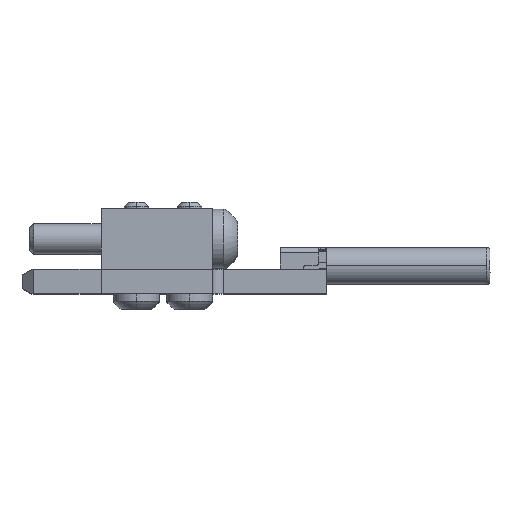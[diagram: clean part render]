
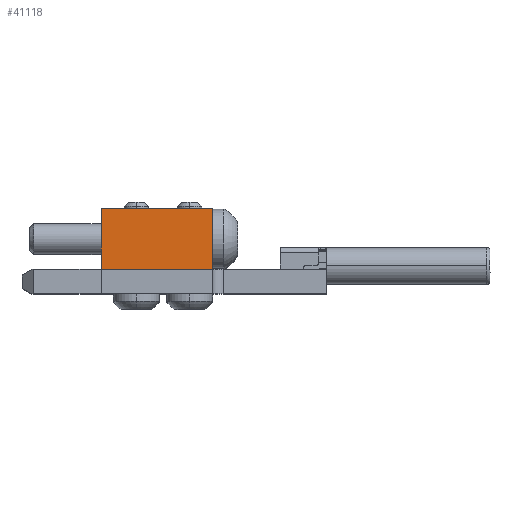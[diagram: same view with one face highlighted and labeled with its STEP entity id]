
A CAD part, top view. The second image highlights one B-rep face of the part: STEP entity #41118.
In plain terms, the highlighted face is planar.
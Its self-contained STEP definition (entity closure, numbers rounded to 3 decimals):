
#1839 = DIRECTION ( 'NONE',  ( 0., 0., -1. ) ) ;
#3481 = FACE_OUTER_BOUND ( 'NONE', #54588, .T. ) ;
#7774 = EDGE_CURVE ( 'NONE', #64542, #76081, #46604, .T. ) ;
#10906 = LINE ( 'NONE', #77488, #43361 ) ;
#17189 = EDGE_CURVE ( 'NONE', #35605, #65466, #26569, .T. ) ;
#21037 = CARTESIAN_POINT ( 'NONE',  ( 2.5, 2., 6.5 ) ) ;
#26164 = CARTESIAN_POINT ( 'NONE',  ( 2.5, -2., 6.5 ) ) ;
#26569 = LINE ( 'NONE', #26164, #36004 ) ;
#27410 = DIRECTION ( 'NONE',  ( 0., -1., 0. ) ) ;
#27809 = PLANE ( 'NONE',  #63204 ) ;
#28156 = ORIENTED_EDGE ( 'NONE', *, *, #77698, .F. ) ;
#32040 = EDGE_CURVE ( 'NONE', #65466, #76081, #50626, .T. ) ;
#35605 = VERTEX_POINT ( 'NONE', #56283 ) ;
#36004 = VECTOR ( 'NONE', #1839, 1000. ) ;
#38663 = CARTESIAN_POINT ( 'NONE',  ( 2.5, 2., 6.5 ) ) ;
#40180 = DIRECTION ( 'NONE',  ( -1., 0., 0. ) ) ;
#41118 = ADVANCED_FACE ( 'NONE', ( #3481 ), #27809, .F. ) ;
#43361 = VECTOR ( 'NONE', #78247, 1000. ) ;
#45121 = CARTESIAN_POINT ( 'NONE',  ( 2.5, 2., 0. ) ) ;
#46604 = LINE ( 'NONE', #38663, #74865 ) ;
#48348 = CARTESIAN_POINT ( 'NONE',  ( 2.5, -2., 0. ) ) ;
#50626 = LINE ( 'NONE', #62998, #76783 ) ;
#54588 = EDGE_LOOP ( 'NONE', ( #61789, #58429, #28156, #75300 ) ) ;
#56283 = CARTESIAN_POINT ( 'NONE',  ( 2.5, -2., 7.3 ) ) ;
#57017 = DIRECTION ( 'NONE',  ( 0., 1., 0. ) ) ;
#58429 = ORIENTED_EDGE ( 'NONE', *, *, #7774, .F. ) ;
#61078 = CARTESIAN_POINT ( 'NONE',  ( 2.5, 2., 7.3 ) ) ;
#61789 = ORIENTED_EDGE ( 'NONE', *, *, #32040, .T. ) ;
#62998 = CARTESIAN_POINT ( 'NONE',  ( 2.5, 2., 0. ) ) ;
#63204 = AXIS2_PLACEMENT_3D ( 'NONE', #21037, #40180, #27410 ) ;
#64542 = VERTEX_POINT ( 'NONE', #61078 ) ;
#65466 = VERTEX_POINT ( 'NONE', #48348 ) ;
#69747 = DIRECTION ( 'NONE',  ( 0., 0., -1. ) ) ;
#74865 = VECTOR ( 'NONE', #69747, 1000. ) ;
#75300 = ORIENTED_EDGE ( 'NONE', *, *, #17189, .T. ) ;
#76081 = VERTEX_POINT ( 'NONE', #45121 ) ;
#76783 = VECTOR ( 'NONE', #57017, 1000. ) ;
#77488 = CARTESIAN_POINT ( 'NONE',  ( 2.5, -2., 7.3 ) ) ;
#77698 = EDGE_CURVE ( 'NONE', #35605, #64542, #10906, .T. ) ;
#78247 = DIRECTION ( 'NONE',  ( 0., 1., 0. ) ) ;
